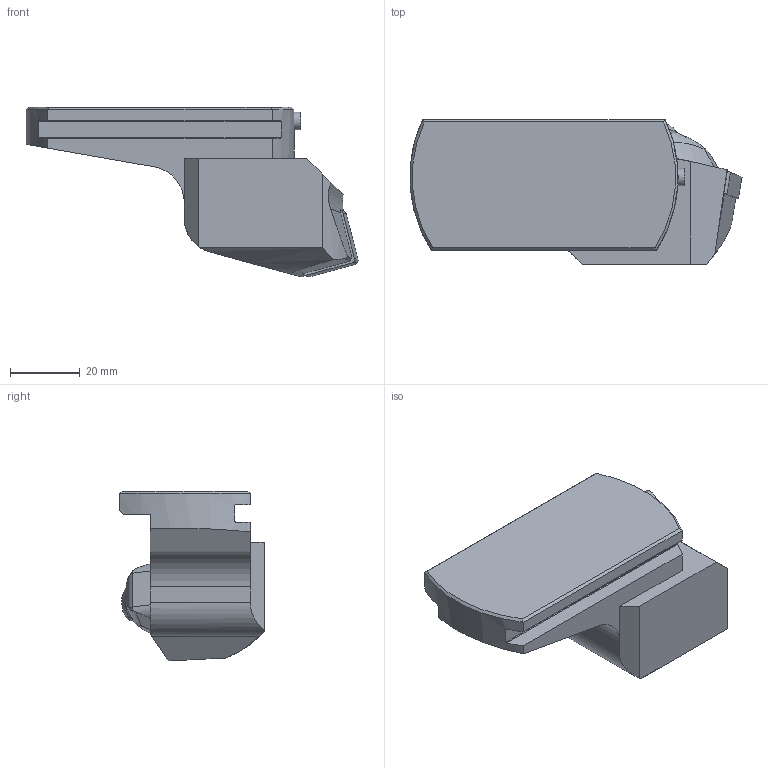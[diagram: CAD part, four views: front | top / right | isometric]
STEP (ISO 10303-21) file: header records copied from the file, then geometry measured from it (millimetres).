
FILE_DESCRIPTION(/* description */ (''),/* implementation_level */ '2;1');
FILE_NAME(/* name */ '1642493277898.stp',/* time_stamp */ '2022-01-18T13:38:16+05:00',/* author */ (''),/* organization */ ('SMS'),/* preprocessor_version */ 'ST-DEVELOPER v16.7',/* originating_system */ 'SIEMENS PLM Software NX 12.0',/* authorisation */ '');
FILE_SCHEMA (('AUTOMOTIVE_DESIGN { 1 0 10303 214 3 1 1 1 }'));
Length unit declared in the file: millimetre
Products named in the file (4): ASSEMBLY_CONSTRUCTION; IsoTurningInsert; 201957519mod000_01; 201957517mod000_01
Assembly tree (3 placements, depth 2):
  201957517mod000_01
    201957519mod000_01
    IsoTurningInsert
    ASSEMBLY_CONSTRUCTION
Bounding box: 95.32 x 41.5 x 48.8 mm (x, y, z)
Volume: 75099.1 mm3; surface area: 15694.8 mm2
Topology: 2 solids, 3 shells, 90 faces, 246 edges, 170 vertices
Faces by surface type: plane 49, cylinder 30, bspline 7, cone 3, sphere 1
Full cylindrical faces by diameter (mm): 5 x2, 6 x1, 6.35 x2
Entity records: 3454 total; most frequent: CARTESIAN_POINT 1082, ORIENTED_EDGE 470, DIRECTION 444, EDGE_CURVE 235, AXIS2_PLACEMENT_3D 169, VERTEX_POINT 158, LINE 106, VECTOR 106
